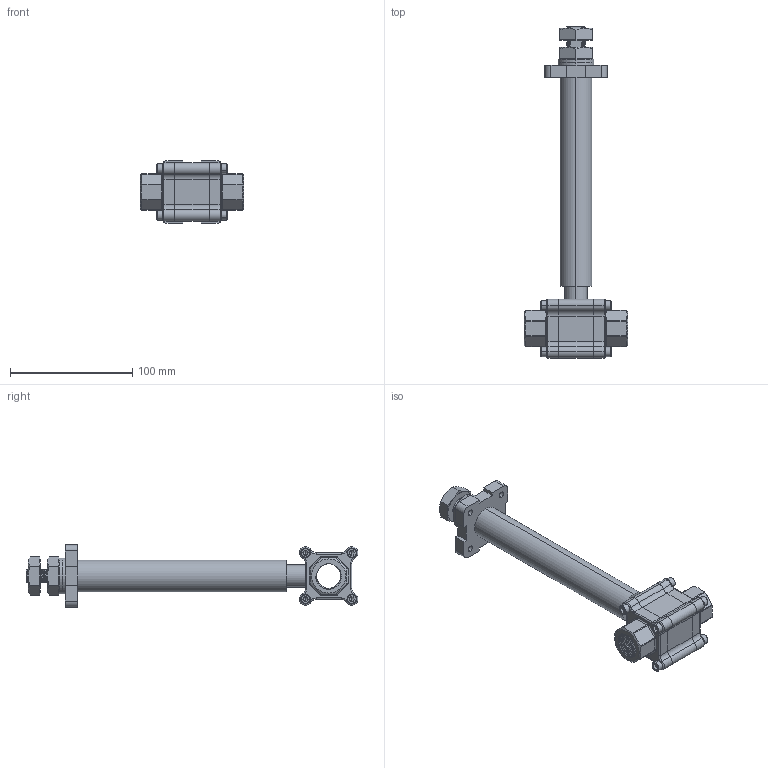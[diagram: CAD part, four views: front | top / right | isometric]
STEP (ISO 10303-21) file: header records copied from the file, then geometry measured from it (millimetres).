
FILE_DESCRIPTION (( 'STEP AP203' ), '1' );
FILE_NAME ('VCI-CRY-201H-900-0.75-NPT-NPT_BS.STEP', '2025-06-05T14:56:07', ( '' ), ( '' ), 'SwSTEP 2.0', 'SolidWorks 2025', '' );
FILE_SCHEMA (( 'CONFIG_CONTROL_DESIGN' ));
Length unit declared in the file: millimetre
Products named in the file (5): flat washer type a narrow_ai_Preferred Narrow FW 0.5625; VCI-CRY-201H-900-0.75-NPT-NPT_BS; VCI-CRY-201H-900-0.75-NPT-NPT; heavy hex jam nut_ai_HHJNUT 0.6250-18-B-N; socket head cap screw_ai_HX-SHCS 0.19-32x0.25x0.25-N
Assembly tree (13 placements, depth 2):
  VCI-CRY-201H-900-0.75-NPT-NPT_BS
    VCI-CRY-201H-900-0.75-NPT-NPT
    socket head cap screw_ai_HX-SHCS 0.19-32x0.25x0.25-N  x8
    flat washer type a narrow_ai_Preferred Narrow FW 0.5625  x2
    heavy hex jam nut_ai_HHJNUT 0.6250-18-B-N  x2
Bounding box: 84.6 x 272 x 51 mm (x, y, z)
Volume: 216468.1 mm3; surface area: 63556.5 mm2
Topology: 15 solids, 15 shells, 720 faces, 1811 edges, 1128 vertices
Faces by surface type: cylinder 266, plane 227, bspline 95, cone 72, torus 60
Entity records: 103524 total; most frequent: CARTESIAN_POINT 91661, ORIENTED_EDGE 2654, DIRECTION 2017, EDGE_CURVE 1327, VERTEX_POINT 853, AXIS2_PLACEMENT_3D 782, EDGE_LOOP 546, FACE_OUTER_BOUND 495
